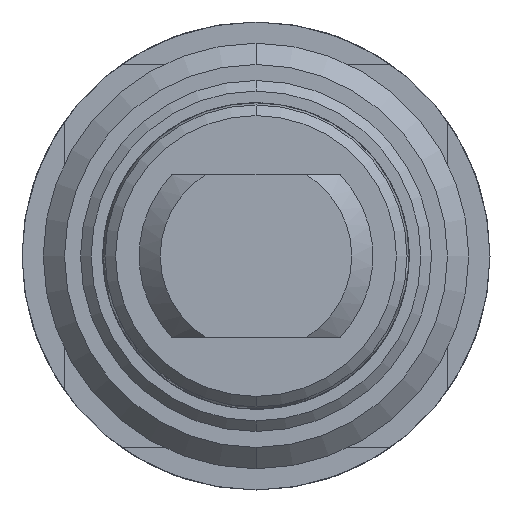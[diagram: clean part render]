
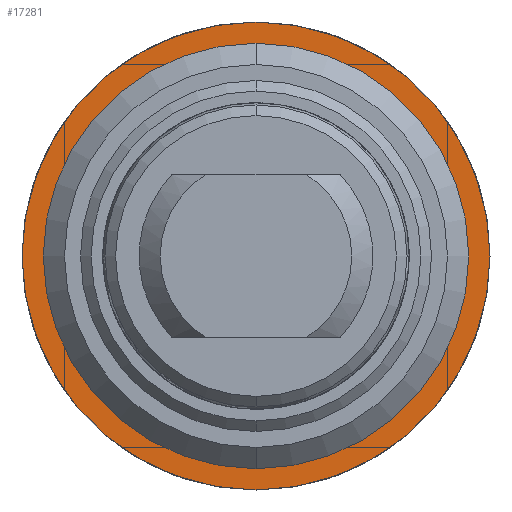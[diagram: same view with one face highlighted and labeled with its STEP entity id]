
A CAD part, front view. The second image highlights one B-rep face of the part: STEP entity #17281.
In plain terms, the highlighted planar face has unit normal (0, -1, 0).
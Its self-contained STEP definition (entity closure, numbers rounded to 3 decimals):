
#257 = ORIENTED_EDGE ( 'NONE', *, *, #9891, .F. ) ;
#1326 = AXIS2_PLACEMENT_3D ( 'NONE', #1952, #2079, #4753 ) ;
#1491 = DIRECTION ( 'NONE',  ( 0., -1., 0. ) ) ;
#1528 = FACE_OUTER_BOUND ( 'NONE', #4498, .T. ) ;
#1952 = CARTESIAN_POINT ( 'NONE',  ( 0., 0., 0. ) ) ;
#2079 = DIRECTION ( 'NONE',  ( 0., -1., 0. ) ) ;
#2238 = CARTESIAN_POINT ( 'NONE',  ( 0., 0., 0. ) ) ;
#2905 = PLANE ( 'NONE',  #14350 ) ;
#2992 = ORIENTED_EDGE ( 'NONE', *, *, #17042, .T. ) ;
#3210 = AXIS2_PLACEMENT_3D ( 'NONE', #18279, #8531, #8589 ) ;
#3502 = CARTESIAN_POINT ( 'NONE',  ( 0., 0., 1.1 ) ) ;
#4156 = ORIENTED_EDGE ( 'NONE', *, *, #10786, .F. ) ;
#4498 = EDGE_LOOP ( 'NONE', ( #2992, #17273 ) ) ;
#4753 = DIRECTION ( 'NONE',  ( 0., 0., -1. ) ) ;
#5803 = VERTEX_POINT ( 'NONE', #3502 ) ;
#5880 = AXIS2_PLACEMENT_3D ( 'NONE', #16961, #8521, #9936 ) ;
#7143 = DIRECTION ( 'NONE',  ( 0., 0., -1. ) ) ;
#7373 = EDGE_CURVE ( 'Defeature ausgef�hrt2_29+Defeature ausgef�hrt2_30+Defeature ausgef�hrt2_30+Defeature ausgef�hrt2_30', #5803, #10370, #8512, .T. ) ;
#7581 = CARTESIAN_POINT ( 'NONE',  ( 0., 0., -0.9 ) ) ;
#7599 = CIRCLE ( 'NONE', #1326, 0.9 ) ;
#7726 = AXIS2_PLACEMENT_3D ( 'NONE', #2238, #8090, #15040 ) ;
#7981 = CIRCLE ( 'NONE', #7726, 1.1 ) ;
#8090 = DIRECTION ( 'NONE',  ( 0., -1., 0. ) ) ;
#8236 = VERTEX_POINT ( 'NONE', #7581 ) ;
#8512 = CIRCLE ( 'NONE', #5880, 1.1 ) ;
#8521 = DIRECTION ( 'NONE',  ( 0., -1., 0. ) ) ;
#8531 = DIRECTION ( 'NONE',  ( 0., -1., 0. ) ) ;
#8589 = DIRECTION ( 'NONE',  ( 0., 0., -1. ) ) ;
#9891 = EDGE_CURVE ( 'Defeature ausgef�hrt2_20+Defeature ausgef�hrt2_29+Defeature ausgef�hrt2_29+Defeature ausgef�hrt2_29', #8236, #18265, #7599, .T. ) ;
#9936 = DIRECTION ( 'NONE',  ( 0., 0., -1. ) ) ;
#10370 = VERTEX_POINT ( 'NONE', #15001 ) ;
#10669 = EDGE_LOOP ( 'NONE', ( #257, #4156 ) ) ;
#10786 = EDGE_CURVE ( 'Defeature ausgef�hrt2_20+Defeature ausgef�hrt2_29+Defeature ausgef�hrt2_29+Defeature ausgef�hrt2_29', #18265, #8236, #15080, .T. ) ;
#14237 = CARTESIAN_POINT ( 'NONE',  ( 1.1, 0., 0. ) ) ;
#14350 = AXIS2_PLACEMENT_3D ( 'NONE', #14237, #1491, #7143 ) ;
#15001 = CARTESIAN_POINT ( 'NONE',  ( 0., 0., -1.1 ) ) ;
#15040 = DIRECTION ( 'NONE',  ( 0., 0., -1. ) ) ;
#15080 = CIRCLE ( 'NONE', #3210, 0.9 ) ;
#15119 = CARTESIAN_POINT ( 'NONE',  ( 0., 0., 0.9 ) ) ;
#16961 = CARTESIAN_POINT ( 'NONE',  ( 0., 0., 0. ) ) ;
#17007 = FACE_BOUND ( 'NONE', #10669, .T. ) ;
#17042 = EDGE_CURVE ( 'Defeature ausgef�hrt2_29+Defeature ausgef�hrt2_30+Defeature ausgef�hrt2_30+Defeature ausgef�hrt2_30', #10370, #5803, #7981, .T. ) ;
#17273 = ORIENTED_EDGE ( 'NONE', *, *, #7373, .T. ) ;
#17281 = ADVANCED_FACE ( 'Defeature ausgef�hrt2_29', ( #1528, #17007 ), #2905, .T. ) ;
#18265 = VERTEX_POINT ( 'NONE', #15119 ) ;
#18279 = CARTESIAN_POINT ( 'NONE',  ( 0., 0., 0. ) ) ;
